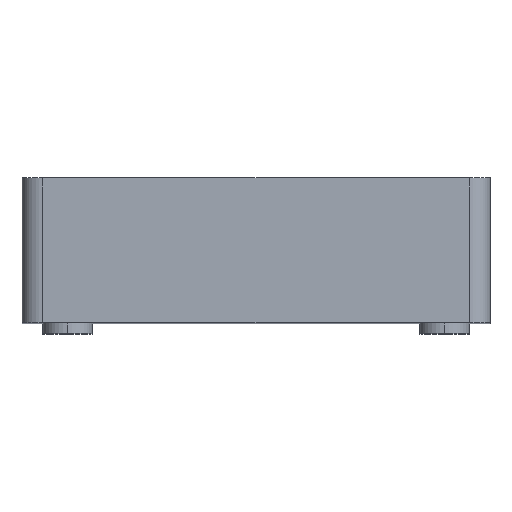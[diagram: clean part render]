
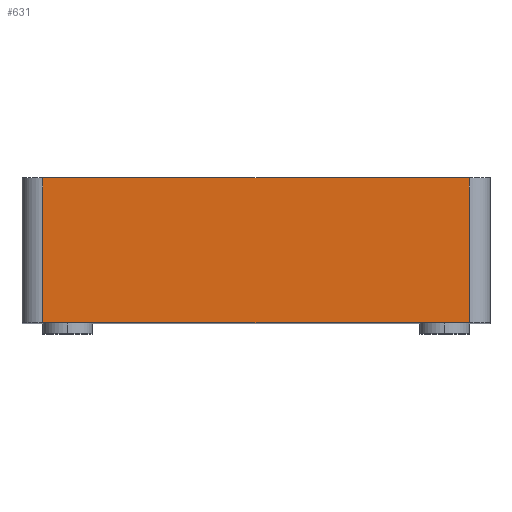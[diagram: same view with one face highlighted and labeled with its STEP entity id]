
A CAD part, top view. The second image highlights one B-rep face of the part: STEP entity #631.
In plain terms, the highlighted planar face has unit normal (0, 0, 1).
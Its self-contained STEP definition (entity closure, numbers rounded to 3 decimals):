
#60 = CARTESIAN_POINT ( 'NONE',  ( -51.5, 35., 58.5 ) ) ;
#99 = DIRECTION ( 'NONE',  ( -1., 0., 0. ) ) ;
#153 = VERTEX_POINT ( 'NONE', #1895 ) ;
#164 = LINE ( 'NONE', #1261, #218 ) ;
#215 = DIRECTION ( 'NONE',  ( 1., 0., 0. ) ) ;
#218 = VECTOR ( 'NONE', #215, 1000. ) ;
#233 = DIRECTION ( 'NONE',  ( 0., -1., 0. ) ) ;
#243 = VECTOR ( 'NONE', #233, 1000. ) ;
#294 = ORIENTED_EDGE ( 'NONE', *, *, #531, .T. ) ;
#357 = DIRECTION ( 'NONE',  ( 0., -1., 0. ) ) ;
#416 = EDGE_LOOP ( 'NONE', ( #294, #2017, #1322, #1599 ) ) ;
#430 = DIRECTION ( 'NONE',  ( 0., 0., -1. ) ) ;
#457 = DIRECTION ( 'NONE',  ( 1., 0., 0. ) ) ;
#518 = VERTEX_POINT ( 'NONE', #2110 ) ;
#531 = EDGE_CURVE ( 'NONE', #153, #518, #164, .T. ) ;
#538 = EDGE_CURVE ( 'NONE', #1252, #153, #1467, .T. ) ;
#631 = ADVANCED_FACE ( 'NONE', ( #1522 ), #772, .F. ) ;
#772 = PLANE ( 'NONE',  #2217 ) ;
#855 = CARTESIAN_POINT ( 'NONE',  ( 51.5, 35., 58.5 ) ) ;
#1163 = CARTESIAN_POINT ( 'NONE',  ( -51.5, 35., 58.5 ) ) ;
#1252 = VERTEX_POINT ( 'NONE', #1958 ) ;
#1261 = CARTESIAN_POINT ( 'NONE',  ( -51.5, 0., 58.5 ) ) ;
#1322 = ORIENTED_EDGE ( 'NONE', *, *, #1794, .F. ) ;
#1324 = LINE ( 'NONE', #1163, #1966 ) ;
#1467 = LINE ( 'NONE', #60, #243 ) ;
#1522 = FACE_OUTER_BOUND ( 'NONE', #416, .T. ) ;
#1599 = ORIENTED_EDGE ( 'NONE', *, *, #538, .T. ) ;
#1709 = VERTEX_POINT ( 'NONE', #1967 ) ;
#1794 = EDGE_CURVE ( 'NONE', #1252, #1709, #1324, .T. ) ;
#1831 = LINE ( 'NONE', #855, #1984 ) ;
#1895 = CARTESIAN_POINT ( 'NONE',  ( -51.5, 0., 58.5 ) ) ;
#1958 = CARTESIAN_POINT ( 'NONE',  ( -51.5, 35., 58.5 ) ) ;
#1966 = VECTOR ( 'NONE', #457, 1000. ) ;
#1967 = CARTESIAN_POINT ( 'NONE',  ( 51.5, 35., 58.5 ) ) ;
#1984 = VECTOR ( 'NONE', #357, 1000. ) ;
#2017 = ORIENTED_EDGE ( 'NONE', *, *, #2058, .F. ) ;
#2058 = EDGE_CURVE ( 'NONE', #1709, #518, #1831, .T. ) ;
#2110 = CARTESIAN_POINT ( 'NONE',  ( 51.5, 0., 58.5 ) ) ;
#2153 = CARTESIAN_POINT ( 'NONE',  ( -51.5, 35., 58.5 ) ) ;
#2217 = AXIS2_PLACEMENT_3D ( 'NONE', #2153, #430, #99 ) ;
